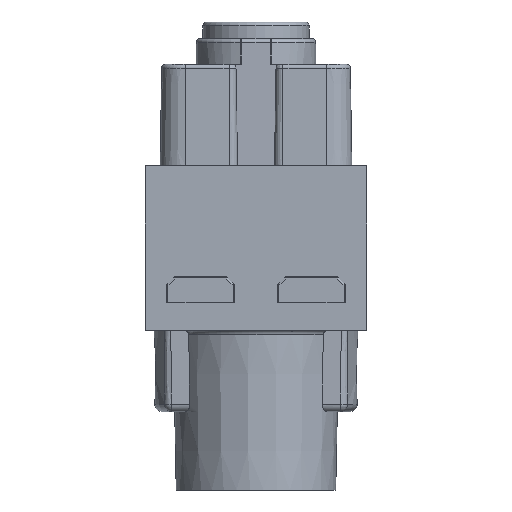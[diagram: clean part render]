
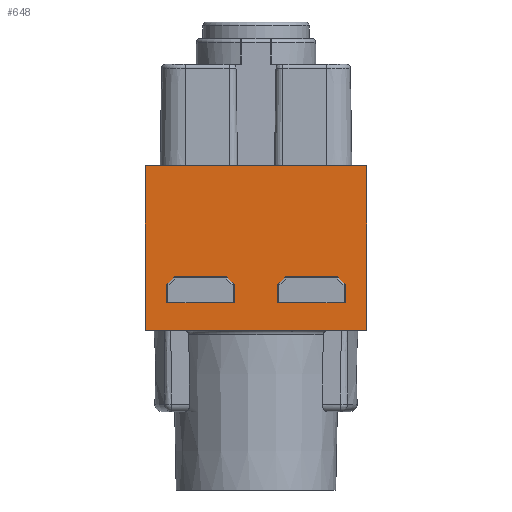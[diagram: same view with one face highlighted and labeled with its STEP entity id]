
A CAD part, left-side view. The second image highlights one B-rep face of the part: STEP entity #648.
In plain terms, the highlighted planar face has unit normal (-1, 0, 0).
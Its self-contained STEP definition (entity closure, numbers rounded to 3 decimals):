
#648=ADVANCED_FACE('',(#1102,#1103,#1104),#958,.T.);
#958=PLANE('',#5460);
#1102=FACE_BOUND('',#1155,.T.);
#1103=FACE_BOUND('',#1156,.T.);
#1104=FACE_BOUND('',#1157,.T.);
#1155=EDGE_LOOP('',(#2427,#2428,#2429,#2430,#2431,#2432,#2433,#2434,#2435,
#2436));
#1156=EDGE_LOOP('',(#2437,#2438,#2439,#2440));
#1157=EDGE_LOOP('',(#2441,#2442,#2443,#2444,#2445,#2446,#2447,#2448,#2449,
#2450));
#1507=LINE('',#7655,#1963);
#1508=LINE('',#7658,#1964);
#1509=LINE('',#7662,#1965);
#1510=LINE('',#7666,#1966);
#1511=LINE('',#7670,#1967);
#1512=LINE('',#7674,#1968);
#1513=LINE('',#7675,#1969);
#1514=LINE('',#7678,#1970);
#1515=LINE('',#7680,#1971);
#1516=LINE('',#7682,#1972);
#1517=LINE('',#7686,#1973);
#1518=LINE('',#7690,#1974);
#1519=LINE('',#7694,#1975);
#1520=LINE('',#7696,#1976);
#1521=LINE('',#7698,#1977);
#1522=LINE('',#7702,#1978);
#1963=VECTOR('',#6047,1.);
#1964=VECTOR('',#6048,1.);
#1965=VECTOR('',#6051,1.);
#1966=VECTOR('',#6054,1.);
#1967=VECTOR('',#6057,1.);
#1968=VECTOR('',#6060,1.);
#1969=VECTOR('',#6061,1.);
#1970=VECTOR('',#6062,1.);
#1971=VECTOR('',#6063,1.);
#1972=VECTOR('',#6064,1.);
#1973=VECTOR('',#6067,1.);
#1974=VECTOR('',#6070,1.);
#1975=VECTOR('',#6073,1.);
#1976=VECTOR('',#6074,1.);
#1977=VECTOR('',#6075,1.);
#1978=VECTOR('',#6078,1.);
#2427=ORIENTED_EDGE('',*,*,#4464,.F.);
#2428=ORIENTED_EDGE('',*,*,#4465,.T.);
#2429=ORIENTED_EDGE('',*,*,#4466,.T.);
#2430=ORIENTED_EDGE('',*,*,#4467,.T.);
#2431=ORIENTED_EDGE('',*,*,#4468,.T.);
#2432=ORIENTED_EDGE('',*,*,#4469,.F.);
#2433=ORIENTED_EDGE('',*,*,#4470,.T.);
#2434=ORIENTED_EDGE('',*,*,#4471,.T.);
#2435=ORIENTED_EDGE('',*,*,#4472,.T.);
#2436=ORIENTED_EDGE('',*,*,#4473,.F.);
#2437=ORIENTED_EDGE('',*,*,#4474,.T.);
#2438=ORIENTED_EDGE('',*,*,#4475,.T.);
#2439=ORIENTED_EDGE('',*,*,#4476,.F.);
#2440=ORIENTED_EDGE('',*,*,#4477,.T.);
#2441=ORIENTED_EDGE('',*,*,#4478,.T.);
#2442=ORIENTED_EDGE('',*,*,#4479,.T.);
#2443=ORIENTED_EDGE('',*,*,#4480,.T.);
#2444=ORIENTED_EDGE('',*,*,#4481,.T.);
#2445=ORIENTED_EDGE('',*,*,#4482,.T.);
#2446=ORIENTED_EDGE('',*,*,#4483,.F.);
#2447=ORIENTED_EDGE('',*,*,#4484,.T.);
#2448=ORIENTED_EDGE('',*,*,#4485,.T.);
#2449=ORIENTED_EDGE('',*,*,#4486,.T.);
#2450=ORIENTED_EDGE('',*,*,#4487,.T.);
#3975=VERTEX_POINT('',#7656);
#3976=VERTEX_POINT('',#7657);
#3977=VERTEX_POINT('',#7659);
#3978=VERTEX_POINT('',#7661);
#3979=VERTEX_POINT('',#7663);
#3980=VERTEX_POINT('',#7665);
#3981=VERTEX_POINT('',#7667);
#3982=VERTEX_POINT('',#7669);
#3983=VERTEX_POINT('',#7671);
#3984=VERTEX_POINT('',#7673);
#3985=VERTEX_POINT('',#7676);
#3986=VERTEX_POINT('',#7677);
#3987=VERTEX_POINT('',#7679);
#3988=VERTEX_POINT('',#7681);
#3989=VERTEX_POINT('',#7684);
#3990=VERTEX_POINT('',#7685);
#3991=VERTEX_POINT('',#7687);
#3992=VERTEX_POINT('',#7689);
#3993=VERTEX_POINT('',#7691);
#3994=VERTEX_POINT('',#7693);
#3995=VERTEX_POINT('',#7695);
#3996=VERTEX_POINT('',#7697);
#3997=VERTEX_POINT('',#7699);
#3998=VERTEX_POINT('',#7701);
#4464=EDGE_CURVE('',#3975,#3976,#1507,.T.);
#4465=EDGE_CURVE('',#3975,#3977,#1508,.T.);
#4466=EDGE_CURVE('',#3977,#3978,#5222,.T.);
#4467=EDGE_CURVE('',#3978,#3979,#1509,.T.);
#4468=EDGE_CURVE('',#3979,#3980,#5223,.T.);
#4469=EDGE_CURVE('',#3981,#3980,#1510,.T.);
#4470=EDGE_CURVE('',#3981,#3982,#5224,.T.);
#4471=EDGE_CURVE('',#3982,#3983,#1511,.T.);
#4472=EDGE_CURVE('',#3983,#3984,#5225,.T.);
#4473=EDGE_CURVE('',#3976,#3984,#1512,.T.);
#4474=EDGE_CURVE('',#3985,#3986,#1513,.T.);
#4475=EDGE_CURVE('',#3986,#3987,#1514,.T.);
#4476=EDGE_CURVE('',#3988,#3987,#1515,.T.);
#4477=EDGE_CURVE('',#3988,#3985,#1516,.T.);
#4478=EDGE_CURVE('',#3989,#3990,#5226,.T.);
#4479=EDGE_CURVE('',#3990,#3991,#1517,.T.);
#4480=EDGE_CURVE('',#3991,#3992,#5227,.T.);
#4481=EDGE_CURVE('',#3992,#3993,#1518,.T.);
#4482=EDGE_CURVE('',#3993,#3994,#5228,.T.);
#4483=EDGE_CURVE('',#3995,#3994,#1519,.T.);
#4484=EDGE_CURVE('',#3995,#3996,#1520,.T.);
#4485=EDGE_CURVE('',#3996,#3997,#1521,.T.);
#4486=EDGE_CURVE('',#3997,#3998,#5229,.T.);
#4487=EDGE_CURVE('',#3998,#3989,#1522,.T.);
#5222=CIRCLE('',#5452,0.2);
#5223=CIRCLE('',#5453,0.2);
#5224=CIRCLE('',#5454,0.2);
#5225=CIRCLE('',#5455,0.2);
#5226=CIRCLE('',#5456,0.2);
#5227=CIRCLE('',#5457,0.2);
#5228=CIRCLE('',#5458,0.2);
#5229=CIRCLE('',#5459,0.2);
#5452=AXIS2_PLACEMENT_3D('',#7660,#6049,#6050);
#5453=AXIS2_PLACEMENT_3D('',#7664,#6052,#6053);
#5454=AXIS2_PLACEMENT_3D('',#7668,#6055,#6056);
#5455=AXIS2_PLACEMENT_3D('',#7672,#6058,#6059);
#5456=AXIS2_PLACEMENT_3D('',#7683,#6065,#6066);
#5457=AXIS2_PLACEMENT_3D('',#7688,#6068,#6069);
#5458=AXIS2_PLACEMENT_3D('',#7692,#6071,#6072);
#5459=AXIS2_PLACEMENT_3D('',#7700,#6076,#6077);
#5460=AXIS2_PLACEMENT_3D('',#7703,#6079,#6080);
#6047=DIRECTION('',(0.,-1.,0.));
#6048=DIRECTION('',(0.,0.,1.));
#6049=DIRECTION('',(1.,0.,0.));
#6050=DIRECTION('',(0.,1.,0.));
#6051=DIRECTION('',(0.,-0.707,0.707));
#6052=DIRECTION('',(1.,0.,0.));
#6053=DIRECTION('',(0.,1.,0.));
#6054=DIRECTION('',(0.,1.,0.));
#6055=DIRECTION('',(1.,0.,0.));
#6056=DIRECTION('',(0.,1.,0.));
#6057=DIRECTION('',(0.,-0.707,-0.707));
#6058=DIRECTION('',(1.,0.,0.));
#6059=DIRECTION('',(0.,1.,0.));
#6060=DIRECTION('',(0.,0.,1.));
#6061=DIRECTION('',(0.,0.,-1.));
#6062=DIRECTION('',(0.,-1.,0.));
#6063=DIRECTION('',(0.,0.,-1.));
#6064=DIRECTION('',(0.,1.,0.));
#6065=DIRECTION('',(1.,0.,0.));
#6066=DIRECTION('',(0.,0.,-1.));
#6067=DIRECTION('',(0.,-1.,0.));
#6068=DIRECTION('',(1.,0.,0.));
#6069=DIRECTION('',(0.,0.,-1.));
#6070=DIRECTION('',(0.,-0.707,-0.707));
#6071=DIRECTION('',(1.,0.,0.));
#6072=DIRECTION('',(0.,0.,-1.));
#6073=DIRECTION('',(0.,0.,1.));
#6074=DIRECTION('',(0.,1.,0.));
#6075=DIRECTION('',(0.,0.,1.));
#6076=DIRECTION('',(1.,0.,0.));
#6077=DIRECTION('',(0.,0.,-1.));
#6078=DIRECTION('',(0.,-0.707,0.707));
#6079=DIRECTION('',(-1.,0.,0.));
#6080=DIRECTION('',(0.,0.,1.));
#7655=CARTESIAN_POINT('',(-22.119,6.183,-37.05));
#7656=CARTESIAN_POINT('',(-22.119,15.183,-37.05));
#7657=CARTESIAN_POINT('',(-22.119,6.183,-37.05));
#7658=CARTESIAN_POINT('',(-22.119,15.183,-59.7));
#7659=CARTESIAN_POINT('',(-22.119,15.183,-34.783));
#7660=CARTESIAN_POINT('',(-22.119,14.983,-34.783));
#7661=CARTESIAN_POINT('',(-22.119,15.124,-34.641));
#7662=CARTESIAN_POINT('',(-22.119,23.183,-42.7));
#7663=CARTESIAN_POINT('',(-22.119,14.141,-33.659));
#7664=CARTESIAN_POINT('',(-22.119,14.,-33.8));
#7665=CARTESIAN_POINT('',(-22.119,14.,-33.6));
#7666=CARTESIAN_POINT('',(-22.119,6.183,-33.6));
#7667=CARTESIAN_POINT('',(-22.119,7.366,-33.6));
#7668=CARTESIAN_POINT('',(-22.119,7.366,-33.8));
#7669=CARTESIAN_POINT('',(-22.119,7.224,-33.659));
#7670=CARTESIAN_POINT('',(-22.119,-6.317,-47.2));
#7671=CARTESIAN_POINT('',(-22.119,6.241,-34.641));
#7672=CARTESIAN_POINT('',(-22.119,6.383,-34.783));
#7673=CARTESIAN_POINT('',(-22.119,6.183,-34.783));
#7674=CARTESIAN_POINT('',(-22.119,6.183,-59.7));
#7675=CARTESIAN_POINT('',(-22.119,17.958,0.));
#7676=CARTESIAN_POINT('',(-22.119,17.958,-19.));
#7677=CARTESIAN_POINT('',(-22.119,17.958,-40.7));
#7678=CARTESIAN_POINT('',(-22.119,-11.242,-40.7));
#7679=CARTESIAN_POINT('',(-22.119,-11.242,-40.7));
#7680=CARTESIAN_POINT('',(-22.119,-11.242,0.));
#7681=CARTESIAN_POINT('',(-22.119,-11.242,-19.));
#7682=CARTESIAN_POINT('',(-22.119,15.183,-19.));
#7683=CARTESIAN_POINT('',(-22.119,-0.65,-33.8));
#7684=CARTESIAN_POINT('',(-22.119,-0.509,-33.659));
#7685=CARTESIAN_POINT('',(-22.119,-0.65,-33.6));
#7686=CARTESIAN_POINT('',(-22.119,0.533,-33.6));
#7687=CARTESIAN_POINT('',(-22.119,-7.284,-33.6));
#7688=CARTESIAN_POINT('',(-22.119,-7.284,-33.8));
#7689=CARTESIAN_POINT('',(-22.119,-7.426,-33.659));
#7690=CARTESIAN_POINT('',(-22.119,-16.467,-42.7));
#7691=CARTESIAN_POINT('',(-22.119,-8.409,-34.641));
#7692=CARTESIAN_POINT('',(-22.119,-8.267,-34.783));
#7693=CARTESIAN_POINT('',(-22.119,-8.467,-34.783));
#7694=CARTESIAN_POINT('',(-22.119,-8.467,-59.7));
#7695=CARTESIAN_POINT('',(-22.119,-8.467,-37.05));
#7696=CARTESIAN_POINT('',(-22.119,0.533,-37.05));
#7697=CARTESIAN_POINT('',(-22.119,0.533,-37.05));
#7698=CARTESIAN_POINT('',(-22.119,0.533,-59.7));
#7699=CARTESIAN_POINT('',(-22.119,0.533,-34.783));
#7700=CARTESIAN_POINT('',(-22.119,0.333,-34.783));
#7701=CARTESIAN_POINT('',(-22.119,0.474,-34.641));
#7702=CARTESIAN_POINT('',(-22.119,13.033,-47.2));
#7703=CARTESIAN_POINT('',(-22.119,15.183,0.));
